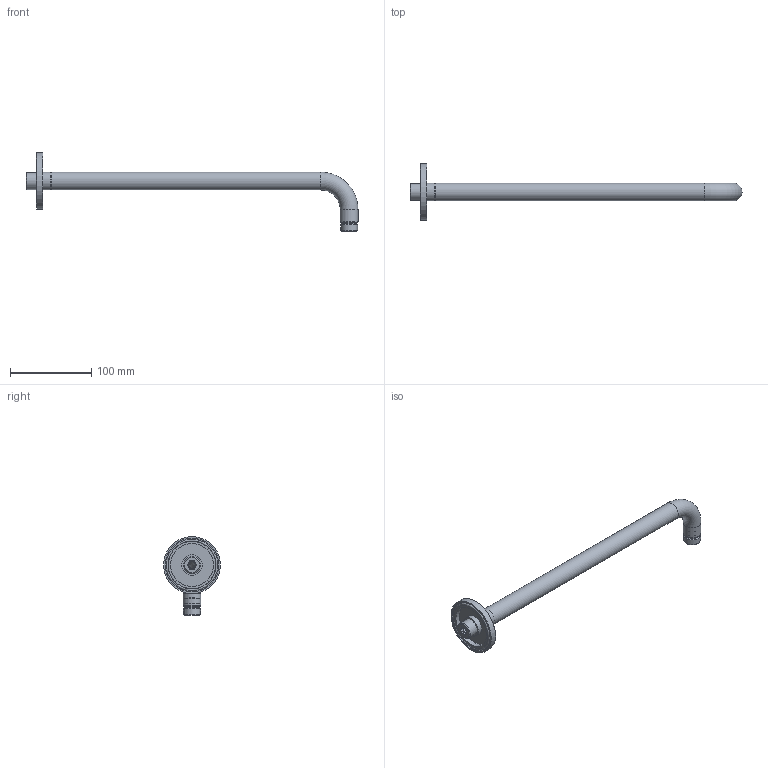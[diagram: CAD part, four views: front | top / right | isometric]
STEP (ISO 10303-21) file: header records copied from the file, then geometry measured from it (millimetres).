
FILE_DESCRIPTION(/* description */ ('Unknown'),/* implementation_level */ '2;1');
FILE_NAME(/* name */ 'CB450-00 r1',/* time_stamp */ '2018-01-15T15:57:23+01:00',/* author */ ('Unknown'),/* organization */ ('Unknown'),/* preprocessor_version */ 'ST-DEVELOPER v16.7',/* originating_system */ 'DEX',/* authorisation */ $);
FILE_SCHEMA (('AUTOMOTIVE_DESIGN {1 0 10303 214 3 1 1}'));
Length unit declared in the file: millimetre
Products named in the file (11): CB450-00 r1; CB450-10; CB450-01; CB450-001; CB450-05; CB450-06; CB450-07; CB450-002_oa_0; CB450-04; CB450-11; CB450-08
Assembly tree (11 placements, depth 3):
  CB450-00 r1
    CB450-10
    CB450-01
    CB450-001
      CB450-05
      CB450-06
      CB450-07
    CB450-002_oa_0
      CB450-04
    CB450-11
    CB450-08  x2
Bounding box: 409 x 70 x 97 mm (x, y, z)
Volume: 71182.2 mm3; surface area: 76293.9 mm2
Topology: 9 solids, 9 shells, 164 faces, 370 edges, 242 vertices
Faces by surface type: plane 90, cylinder 46, cone 19, torus 7, bspline 2
Full cylindrical faces by diameter (mm): 3.242 x1, 4 x1, 8.3 x1, 12.3 x3, 12.5 x1, 16 x6, 17 x1, 17.5 x1, 18.5 x2, 18.917 x4, 19 x1, 19.3 x1, 20 x2, 20.5 x2, 20.955 x3, 22 x4, 22.1 x1, 25.3 x1, 53 x1, 59 x1, 66 x1, 70 x1
Entity records: 5567 total; most frequent: CARTESIAN_POINT 1009, DIRECTION 718, ORIENTED_EDGE 554, AXIS2_PLACEMENT_3D 305, EDGE_CURVE 277, FACE_BOUND 265, EDGE_LOOP 262, VERTEX_POINT 220
